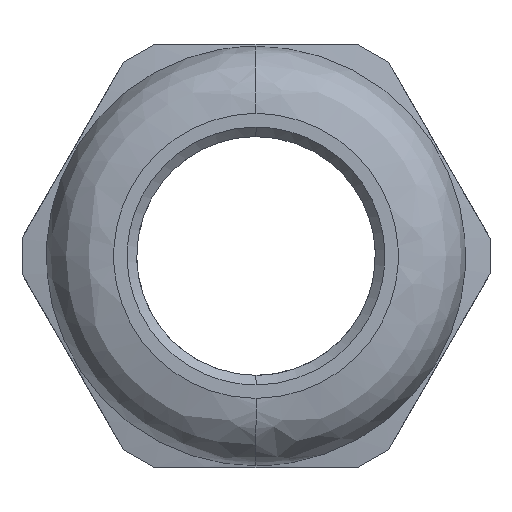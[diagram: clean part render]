
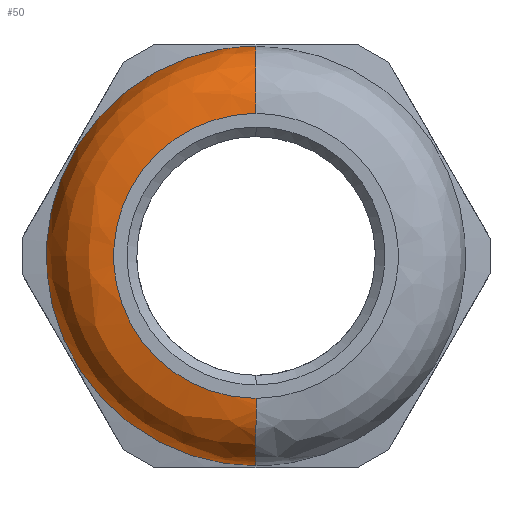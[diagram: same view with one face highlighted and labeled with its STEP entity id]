
A CAD part, left-side view. The second image highlights one B-rep face of the part: STEP entity #50.
In plain terms, the highlighted free-form (B-spline) face has degree [2, 2] with [9, 9] control points.
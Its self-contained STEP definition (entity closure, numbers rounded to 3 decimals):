
#50=ADVANCED_FACE('',(#152),#1511,.T.);
#152=FACE_OUTER_BOUND('',#254,.T.);
#254=EDGE_LOOP('',(#413,#414,#415,#416));
#413=ORIENTED_EDGE('',*,*,#870,.T.);
#414=ORIENTED_EDGE('',*,*,#893,.T.);
#415=ORIENTED_EDGE('',*,*,#871,.T.);
#416=ORIENTED_EDGE('',*,*,#868,.F.);
#868=EDGE_CURVE('',#1367,#1368,#1169,.T.);
#870=EDGE_CURVE('',#1367,#1369,#1171,.T.);
#871=EDGE_CURVE('',#1370,#1368,#1172,.T.);
#893=EDGE_CURVE('',#1369,#1370,#1194,.T.);
#1169=(
BOUNDED_CURVE()
B_SPLINE_CURVE(2,(#2669,#2670,#2671,#2672,#2673),.UNSPECIFIED.,.F.,.F.)
B_SPLINE_CURVE_WITH_KNOTS((3,2,3),(-34.872,-23.248,
-11.624),.UNSPECIFIED.)
CURVE()
GEOMETRIC_REPRESENTATION_ITEM()
RATIONAL_B_SPLINE_CURVE((1.,0.707,1.,0.707,1.))
REPRESENTATION_ITEM('')
);
#1171=(
BOUNDED_CURVE()
B_SPLINE_CURVE(2,(#2676,#2677,#2678),.UNSPECIFIED.,.F.,.F.)
B_SPLINE_CURVE_WITH_KNOTS((3,3),(0.,5.498),.UNSPECIFIED.)
CURVE()
GEOMETRIC_REPRESENTATION_ITEM()
RATIONAL_B_SPLINE_CURVE((1.,0.707,1.))
REPRESENTATION_ITEM('')
);
#1172=(
BOUNDED_CURVE()
B_SPLINE_CURVE(2,(#2679,#2680,#2681),.UNSPECIFIED.,.F.,.F.)
B_SPLINE_CURVE_WITH_KNOTS((3,3),(-5.498,0.),.UNSPECIFIED.)
CURVE()
GEOMETRIC_REPRESENTATION_ITEM()
RATIONAL_B_SPLINE_CURVE((1.,0.707,1.))
REPRESENTATION_ITEM('')
);
#1194=(
BOUNDED_CURVE()
B_SPLINE_CURVE(2,(#2742,#2743,#2744,#2745,#2746),.UNSPECIFIED.,.F.,.F.)
B_SPLINE_CURVE_WITH_KNOTS((3,2,3),(-23.248,-11.624,
0.),.UNSPECIFIED.)
CURVE()
GEOMETRIC_REPRESENTATION_ITEM()
RATIONAL_B_SPLINE_CURVE((1.,0.707,1.,0.707,1.))
REPRESENTATION_ITEM('')
);
#1367=VERTEX_POINT('',#2440);
#1368=VERTEX_POINT('',#2441);
#1369=VERTEX_POINT('',#2442);
#1370=VERTEX_POINT('',#2443);
#1511=(
BOUNDED_SURFACE()
B_SPLINE_SURFACE(2,2,((#1971,#1972,#1973,#1974,#1975,#1976,#1977,#1978,
#1979),(#1980,#1981,#1982,#1983,#1984,#1985,#1986,#1987,#1988),(#1989,#1990,
#1991,#1992,#1993,#1994,#1995,#1996,#1997),(#1998,#1999,#2000,#2001,#2002,
#2003,#2004,#2005,#2006),(#2007,#2008,#2009,#2010,#2011,#2012,#2013,#2014,
#2015),(#2016,#2017,#2018,#2019,#2020,#2021,#2022,#2023,#2024),(#2025,#2026,
#2027,#2028,#2029,#2030,#2031,#2032,#2033),(#2034,#2035,#2036,#2037,#2038,
#2039,#2040,#2041,#2042),(#2043,#2044,#2045,#2046,#2047,#2048,#2049,#2050,
#2051)),.UNSPECIFIED.,.T.,.F.,.F.)
B_SPLINE_SURFACE_WITH_KNOTS((3,2,2,2,3),(3,2,2,2,3),(0.,11.624,
23.248,34.872,46.496),(0.,5.498,
10.996,16.493,21.991),.UNSPECIFIED.)
GEOMETRIC_REPRESENTATION_ITEM()
RATIONAL_B_SPLINE_SURFACE(((1.,0.707,1.,0.707,1.,
0.707,1.,0.707,1.),(0.707,0.5,0.707,
0.5,0.707,0.5,0.707,0.5,0.707),(1.,
0.707,1.,0.707,1.,0.707,1.,0.707,
1.),(0.707,0.5,0.707,0.5,0.707,0.5,
0.707,0.5,0.707),(1.,0.707,1.,0.707,
1.,0.707,1.,0.707,1.),(0.707,0.5,0.707,
0.5,0.707,0.5,0.707,0.5,0.707),(1.,
0.707,1.,0.707,1.,0.707,1.,0.707,
1.),(0.707,0.5,0.707,0.5,0.707,0.5,
0.707,0.5,0.707),(1.,0.707,1.,0.707,
1.,0.707,1.,0.707,1.)))
REPRESENTATION_ITEM('')
SURFACE()
);
#1971=CARTESIAN_POINT('',(3.5,-10.9,6.7));
#1972=CARTESIAN_POINT('',(0.,-10.9,6.7));
#1973=CARTESIAN_POINT('',(0.,-7.4,6.7));
#1974=CARTESIAN_POINT('',(0.,-3.9,6.7));
#1975=CARTESIAN_POINT('',(3.5,-3.9,6.7));
#1976=CARTESIAN_POINT('',(7.,-3.9,6.7));
#1977=CARTESIAN_POINT('',(7.,-7.4,6.7));
#1978=CARTESIAN_POINT('',(7.,-10.9,6.7));
#1979=CARTESIAN_POINT('',(3.5,-10.9,6.7));
#1980=CARTESIAN_POINT('',(3.5,-10.9,17.6));
#1981=CARTESIAN_POINT('',(0.,-10.9,17.6));
#1982=CARTESIAN_POINT('',(0.,-7.4,14.1));
#1983=CARTESIAN_POINT('',(0.,-3.9,10.6));
#1984=CARTESIAN_POINT('',(3.5,-3.9,10.6));
#1985=CARTESIAN_POINT('',(7.,-3.9,10.6));
#1986=CARTESIAN_POINT('',(7.,-7.4,14.1));
#1987=CARTESIAN_POINT('',(7.,-10.9,17.6));
#1988=CARTESIAN_POINT('',(3.5,-10.9,17.6));
#1989=CARTESIAN_POINT('',(3.5,0.,17.6));
#1990=CARTESIAN_POINT('',(0.,0.,17.6));
#1991=CARTESIAN_POINT('',(0.,0.,14.1));
#1992=CARTESIAN_POINT('',(0.,0.,10.6));
#1993=CARTESIAN_POINT('',(3.5,0.,10.6));
#1994=CARTESIAN_POINT('',(7.,0.,10.6));
#1995=CARTESIAN_POINT('',(7.,0.,14.1));
#1996=CARTESIAN_POINT('',(7.,0.,17.6));
#1997=CARTESIAN_POINT('',(3.5,0.,17.6));
#1998=CARTESIAN_POINT('',(3.5,10.9,17.6));
#1999=CARTESIAN_POINT('',(0.,10.9,17.6));
#2000=CARTESIAN_POINT('',(0.,7.4,14.1));
#2001=CARTESIAN_POINT('',(0.,3.9,10.6));
#2002=CARTESIAN_POINT('',(3.5,3.9,10.6));
#2003=CARTESIAN_POINT('',(7.,3.9,10.6));
#2004=CARTESIAN_POINT('',(7.,7.4,14.1));
#2005=CARTESIAN_POINT('',(7.,10.9,17.6));
#2006=CARTESIAN_POINT('',(3.5,10.9,17.6));
#2007=CARTESIAN_POINT('',(3.5,10.9,6.7));
#2008=CARTESIAN_POINT('',(0.,10.9,6.7));
#2009=CARTESIAN_POINT('',(0.,7.4,6.7));
#2010=CARTESIAN_POINT('',(0.,3.9,6.7));
#2011=CARTESIAN_POINT('',(3.5,3.9,6.7));
#2012=CARTESIAN_POINT('',(7.,3.9,6.7));
#2013=CARTESIAN_POINT('',(7.,7.4,6.7));
#2014=CARTESIAN_POINT('',(7.,10.9,6.7));
#2015=CARTESIAN_POINT('',(3.5,10.9,6.7));
#2016=CARTESIAN_POINT('',(3.5,10.9,-4.2));
#2017=CARTESIAN_POINT('',(0.,10.9,-4.2));
#2018=CARTESIAN_POINT('',(0.,7.4,-0.7));
#2019=CARTESIAN_POINT('',(0.,3.9,2.8));
#2020=CARTESIAN_POINT('',(3.5,3.9,2.8));
#2021=CARTESIAN_POINT('',(7.,3.9,2.8));
#2022=CARTESIAN_POINT('',(7.,7.4,-0.7));
#2023=CARTESIAN_POINT('',(7.,10.9,-4.2));
#2024=CARTESIAN_POINT('',(3.5,10.9,-4.2));
#2025=CARTESIAN_POINT('',(3.5,0.,-4.2));
#2026=CARTESIAN_POINT('',(0.,0.,-4.2));
#2027=CARTESIAN_POINT('',(0.,0.,-0.7));
#2028=CARTESIAN_POINT('',(0.,0.,2.8));
#2029=CARTESIAN_POINT('',(3.5,0.,2.8));
#2030=CARTESIAN_POINT('',(7.,0.,2.8));
#2031=CARTESIAN_POINT('',(7.,0.,-0.7));
#2032=CARTESIAN_POINT('',(7.,0.,-4.2));
#2033=CARTESIAN_POINT('',(3.5,0.,-4.2));
#2034=CARTESIAN_POINT('',(3.5,-10.9,-4.2));
#2035=CARTESIAN_POINT('',(0.,-10.9,-4.2));
#2036=CARTESIAN_POINT('',(0.,-7.4,-0.7));
#2037=CARTESIAN_POINT('',(0.,-3.9,2.8));
#2038=CARTESIAN_POINT('',(3.5,-3.9,2.8));
#2039=CARTESIAN_POINT('',(7.,-3.9,2.8));
#2040=CARTESIAN_POINT('',(7.,-7.4,-0.7));
#2041=CARTESIAN_POINT('',(7.,-10.9,-4.2));
#2042=CARTESIAN_POINT('',(3.5,-10.9,-4.2));
#2043=CARTESIAN_POINT('',(3.5,-10.9,6.7));
#2044=CARTESIAN_POINT('',(0.,-10.9,6.7));
#2045=CARTESIAN_POINT('',(0.,-7.4,6.7));
#2046=CARTESIAN_POINT('',(0.,-3.9,6.7));
#2047=CARTESIAN_POINT('',(3.5,-3.9,6.7));
#2048=CARTESIAN_POINT('',(7.,-3.9,6.7));
#2049=CARTESIAN_POINT('',(7.,-7.4,6.7));
#2050=CARTESIAN_POINT('',(7.,-10.9,6.7));
#2051=CARTESIAN_POINT('',(3.5,-10.9,6.7));
#2440=CARTESIAN_POINT('',(3.5,0.,-4.2));
#2441=CARTESIAN_POINT('',(3.5,0.,17.6));
#2442=CARTESIAN_POINT('',(0.,0.,-0.7));
#2443=CARTESIAN_POINT('',(0.,0.,14.1));
#2669=CARTESIAN_POINT('',(3.5,0.,-4.2));
#2670=CARTESIAN_POINT('',(3.5,10.9,-4.2));
#2671=CARTESIAN_POINT('',(3.5,10.9,6.7));
#2672=CARTESIAN_POINT('',(3.5,10.9,17.6));
#2673=CARTESIAN_POINT('',(3.5,0.,17.6));
#2676=CARTESIAN_POINT('',(3.5,0.,-4.2));
#2677=CARTESIAN_POINT('',(0.,0.,-4.2));
#2678=CARTESIAN_POINT('',(0.,0.,-0.7));
#2679=CARTESIAN_POINT('',(0.,0.,14.1));
#2680=CARTESIAN_POINT('',(0.,0.,17.6));
#2681=CARTESIAN_POINT('',(3.5,0.,17.6));
#2742=CARTESIAN_POINT('',(0.,0.,-0.7));
#2743=CARTESIAN_POINT('',(0.,7.4,-0.7));
#2744=CARTESIAN_POINT('',(0.,7.4,6.7));
#2745=CARTESIAN_POINT('',(0.,7.4,14.1));
#2746=CARTESIAN_POINT('',(0.,0.,14.1));
